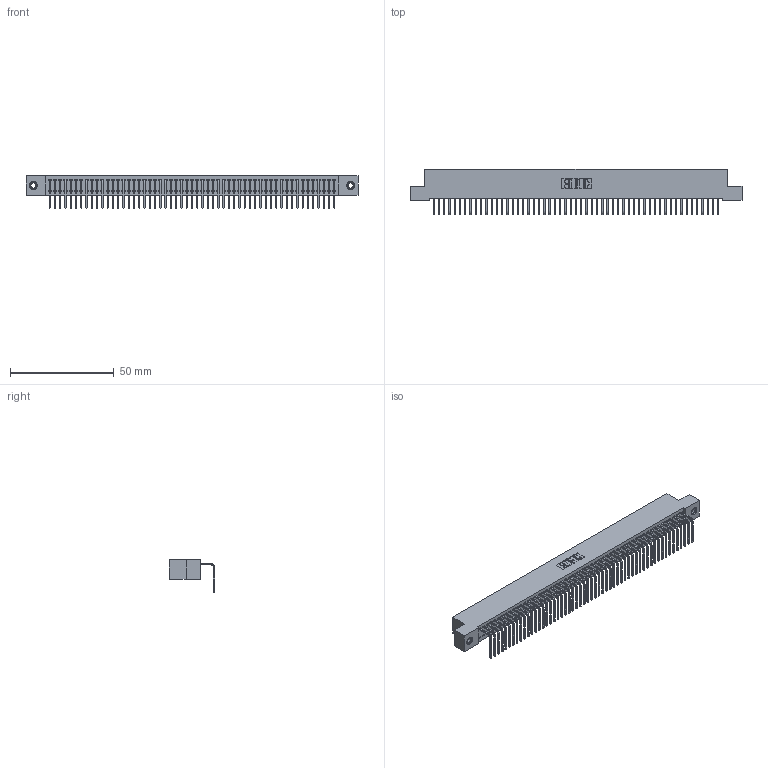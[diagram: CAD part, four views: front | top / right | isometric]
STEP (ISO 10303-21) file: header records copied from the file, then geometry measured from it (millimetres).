
FILE_DESCRIPTION (( 'STEP AP203' ), '1' );
FILE_NAME ('392-055-558-107.STEP', '2019-10-08T14:39:22', ( '' ), ( '' ), 'SwSTEP 2.0', 'SolidWorks 2016', '' );
FILE_SCHEMA (( 'CONFIG_CONTROL_DESIGN' ));
Length unit declared in the file: inch
Products named in the file (4): 342 Part_TI; 345-292-001_558 Tail - 2; 345-250-001_345-250-005-103; 392-055-558-107
Assembly tree (58 placements, depth 2):
  392-055-558-107
    342 Part_TI
    345-292-001_558 Tail - 2  x55
    345-250-001_345-250-005-103  x2
Bounding box: 160.02 x 21.91 x 15.62 mm (x, y, z)
Volume: 14249 mm3; surface area: 22239.7 mm2
Topology: 58 solids, 58 shells, 3470 faces, 10445 edges, 6882 vertices
Faces by surface type: plane 2518, cylinder 936, cone 12, torus 4
Entity records: 33080 total; most frequent: CARTESIAN_POINT 5686, ORIENTED_EDGE 5670, DIRECTION 4803, EDGE_CURVE 2835, LINE 2687, VECTOR 2687, VERTEX_POINT 1884, AXIS2_PLACEMENT_3D 1058
